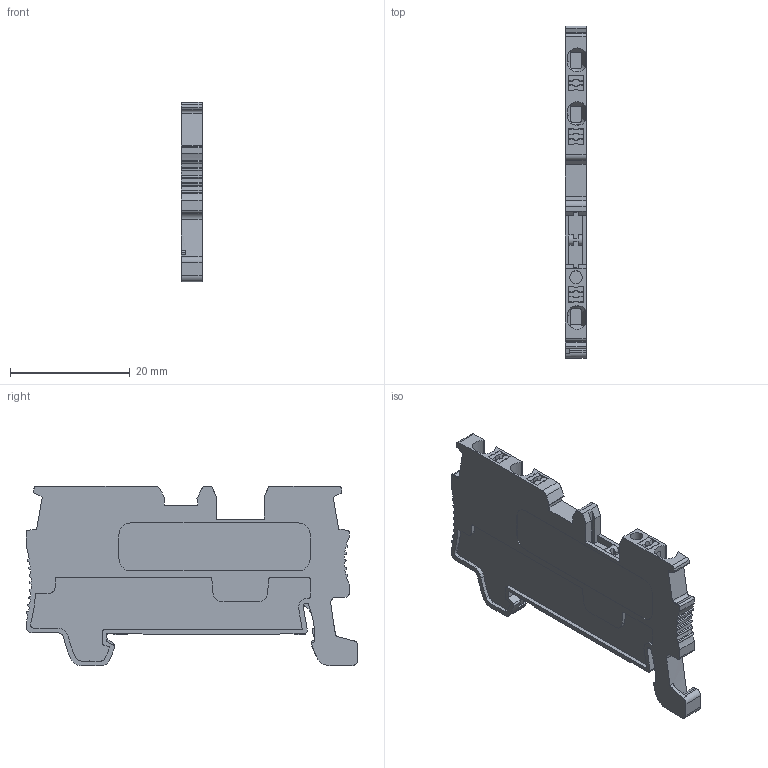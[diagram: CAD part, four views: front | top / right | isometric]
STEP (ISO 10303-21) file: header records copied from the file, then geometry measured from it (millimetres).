
FILE_DESCRIPTION(('STEP AP203'), '1');
FILE_NAME('MTP-TO1.5PE_3D', '2026-02-09T09:55:46', ('n.yurina'), (''), 'C3D Converter', 'C3D Toolkit', '');
FILE_SCHEMA(('CONFIG_CONTROL_DESIGN'));
Length unit declared in the file: millimetre
Bounding box: 3.6 x 55.55 x 30.05 mm (x, y, z)
Volume: 3577.4 mm3; surface area: 3809.5 mm2
Topology: 1 solids, 1 shells, 572 faces, 1635 edges, 1070 vertices
Faces by surface type: plane 379, cylinder 179, cone 13, torus 1
Full cylindrical faces by diameter (mm): 1 x1, 2.1 x1, 2.4 x1, 2.6 x1
Entity records: 20694 total; most frequent: CARTESIAN_POINT 4777, ORIENTED_EDGE 3244, DIRECTION 3075, EDGE_CURVE 1622, LINE 1165, VECTOR 1165, VERTEX_POINT 1070, AXIS2_PLACEMENT_3D 955
